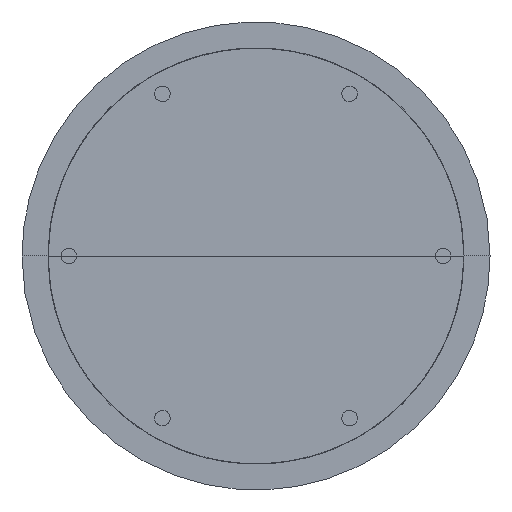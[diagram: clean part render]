
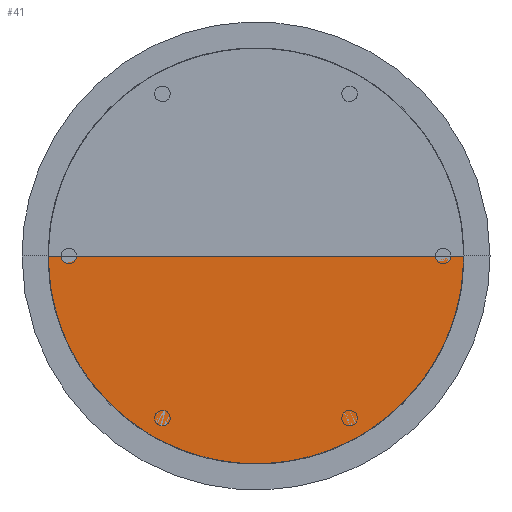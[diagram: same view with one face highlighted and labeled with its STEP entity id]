
A CAD part, top view. The second image highlights one B-rep face of the part: STEP entity #41.
In plain terms, the highlighted free-form (B-spline) face has degree [2, 1] with [5, 2] control points.
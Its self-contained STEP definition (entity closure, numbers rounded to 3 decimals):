
#41=ADVANCED_FACE('',(#73),#375,.T.);
#73=FACE_OUTER_BOUND('',#105,.T.);
#105=EDGE_LOOP('',(#140,#141,#142));
#140=ORIENTED_EDGE('',*,*,#249,.T.);
#141=ORIENTED_EDGE('',*,*,#243,.F.);
#142=ORIENTED_EDGE('',*,*,#238,.F.);
#238=EDGE_CURVE('',#342,#346,#334,.T.);
#243=EDGE_CURVE('',#346,#349,#291,.T.);
#249=EDGE_CURVE('',#342,#349,#339,.T.);
#291=(
BOUNDED_CURVE()
B_SPLINE_CURVE(2,(#614,#615,#616,#617,#618),.UNSPECIFIED.,.F.,.F.)
B_SPLINE_CURVE_WITH_KNOTS((3,2,3),(0.,68.,136.),.UNSPECIFIED.)
CURVE()
GEOMETRIC_REPRESENTATION_ITEM()
RATIONAL_B_SPLINE_CURVE((1.,0.707,1.,0.707,1.))
REPRESENTATION_ITEM('')
);
#334=B_SPLINE_CURVE_WITH_KNOTS('',1,(#601,#602),.UNSPECIFIED.,.F.,.F.,(2,
2),(0.,1169.435),.UNSPECIFIED.);
#339=B_SPLINE_CURVE_WITH_KNOTS('',1,(#641,#642),.UNSPECIFIED.,.F.,.F.,(2,
2),(0.,1169.435),.UNSPECIFIED.);
#342=VERTEX_POINT('',#592);
#346=VERTEX_POINT('',#596);
#349=VERTEX_POINT('',#599);
#375=(
BOUNDED_SURFACE()
B_SPLINE_SURFACE(2,1,((#549,#550),(#551,#552),(#553,#554),(#555,#556),(#557,
#558)),.UNSPECIFIED.,.F.,.F.,.F.)
B_SPLINE_SURFACE_WITH_KNOTS((3,2,3),(2,2),(0.,68.,136.),(0.,1169.435),
 .UNSPECIFIED.)
GEOMETRIC_REPRESENTATION_ITEM()
RATIONAL_B_SPLINE_SURFACE(((1.,1.),(0.707,0.707),
(1.,1.),(0.707,0.707),(1.,1.)))
REPRESENTATION_ITEM('')
SURFACE()
);
#549=CARTESIAN_POINT('',(0.,0.,9511.197));
#550=CARTESIAN_POINT('',(-225.,0.,9511.197));
#551=CARTESIAN_POINT('',(0.,0.,9511.197));
#552=CARTESIAN_POINT('',(-225.,-225.,9511.197));
#553=CARTESIAN_POINT('',(0.,0.,9511.197));
#554=CARTESIAN_POINT('',(0.,-225.,9511.197));
#555=CARTESIAN_POINT('',(0.,0.,9511.197));
#556=CARTESIAN_POINT('',(225.,-225.,9511.197));
#557=CARTESIAN_POINT('',(0.,0.,9511.197));
#558=CARTESIAN_POINT('',(225.,0.,9511.197));
#592=CARTESIAN_POINT('',(0.,0.,9511.197));
#596=CARTESIAN_POINT('',(-225.,0.,9511.197));
#599=CARTESIAN_POINT('',(225.,0.,9511.197));
#601=CARTESIAN_POINT('',(0.,0.,9511.197));
#602=CARTESIAN_POINT('',(-225.,0.,9511.197));
#614=CARTESIAN_POINT('',(-225.,0.,9511.197));
#615=CARTESIAN_POINT('',(-225.,-225.,9511.197));
#616=CARTESIAN_POINT('',(0.,-225.,9511.197));
#617=CARTESIAN_POINT('',(225.,-225.,9511.197));
#618=CARTESIAN_POINT('',(225.,0.,9511.197));
#641=CARTESIAN_POINT('',(0.,0.,9511.197));
#642=CARTESIAN_POINT('',(225.,0.,9511.197));
